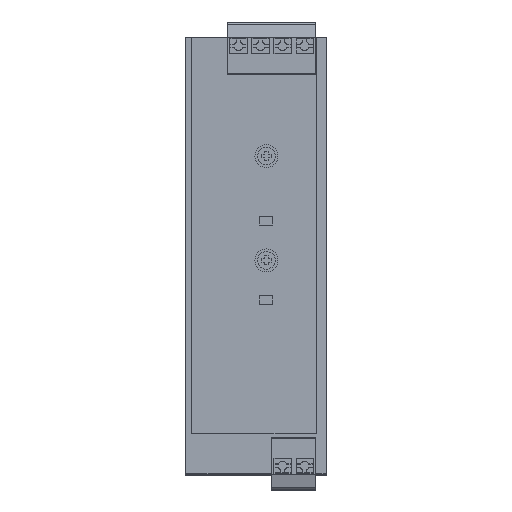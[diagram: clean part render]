
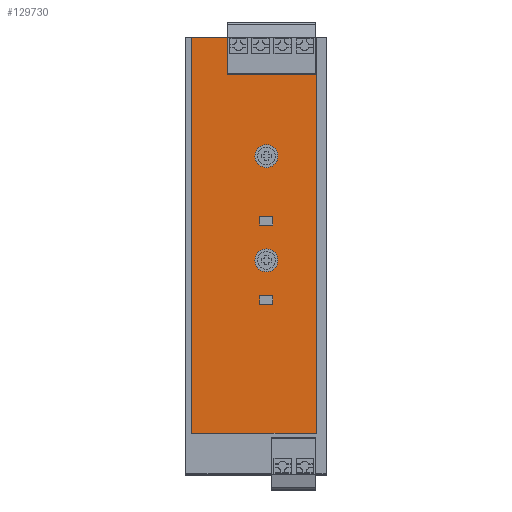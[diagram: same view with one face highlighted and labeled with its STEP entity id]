
A CAD part, top view. The second image highlights one B-rep face of the part: STEP entity #129730.
In plain terms, the highlighted face is planar.
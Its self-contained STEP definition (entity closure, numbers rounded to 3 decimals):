
#86440=CARTESIAN_POINT('',(-13.525,88.9,41.09));
#86450=VERTEX_POINT('',#86440);
#86500=CARTESIAN_POINT('',(0.,88.9,41.09));
#86510=DIRECTION('',(-1.,0.,0.));
#86520=VECTOR('',#86510,1.);
#86530=LINE('',#86500,#86520);
#86540=CARTESIAN_POINT('',(6.475,88.9,41.09));
#86550=VERTEX_POINT('',#86540);
#86560=EDGE_CURVE('',#86550,#86450,#86530,.T.);
#86990=CARTESIAN_POINT('',(-13.65,88.9,49.4));
#87000=VERTEX_POINT('',#86990);
#87030=CARTESIAN_POINT('',(0.,88.9,49.4));
#87040=DIRECTION('',(-1.,0.,0.));
#87050=VECTOR('',#87040,1.);
#87060=LINE('',#87030,#87050);
#87070=CARTESIAN_POINT('',(-13.525,88.9,49.4));
#87080=VERTEX_POINT('',#87070);
#87090=EDGE_CURVE('',#87080,#87000,#87060,.T.);
#124760=CARTESIAN_POINT('',(-0.85,88.9,-9.));
#124770=VERTEX_POINT('',#124760);
#124850=CARTESIAN_POINT('',(-0.85,88.9,-11.));
#124860=VERTEX_POINT('',#124850);
#124890=CARTESIAN_POINT('',(-0.85,88.9,0.));
#124900=DIRECTION('',(0.,0.,1.));
#124910=VECTOR('',#124900,1.);
#124920=LINE('',#124890,#124910);
#124930=EDGE_CURVE('',#124860,#124770,#124920,.T.);
#128180=CARTESIAN_POINT('',(-3.85,88.9,-11.));
#128190=VERTEX_POINT('',#128180);
#128220=CARTESIAN_POINT('',(0.,88.9,-11.));
#128230=DIRECTION('',(1.,0.,0.));
#128240=VECTOR('',#128230,1.);
#128250=LINE('',#128220,#128240);
#128260=EDGE_CURVE('',#128190,#124860,#128250,.T.);
#128380=CARTESIAN_POINT('',(-10.375,88.9,0.));
#128390=DIRECTION('',(0.,1.,0.));
#128400=DIRECTION('',(0.,0.,1.));
#128410=AXIS2_PLACEMENT_3D('',#128380,#128390,#128400);
#128420=PLANE('',#128410);
#128430=CARTESIAN_POINT('',(-0.85,88.9,0.));
#128440=DIRECTION('',(0.,0.,1.));
#128450=VECTOR('',#128440,1.);
#128460=LINE('',#128430,#128450);
#128470=CARTESIAN_POINT('',(-0.85,88.9,7.));
#128480=VERTEX_POINT('',#128470);
#128490=CARTESIAN_POINT('',(-0.85,88.9,9.));
#128500=VERTEX_POINT('',#128490);
#128510=EDGE_CURVE('',#128480,#128500,#128460,.T.);
#128520=ORIENTED_EDGE('',*,*,#128510,.T.);
#128530=CARTESIAN_POINT('',(0.,88.9,7.));
#128540=DIRECTION('',(1.,0.,0.));
#128550=VECTOR('',#128540,1.);
#128560=LINE('',#128530,#128550);
#128570=CARTESIAN_POINT('',(-3.85,88.9,7.));
#128580=VERTEX_POINT('',#128570);
#128590=EDGE_CURVE('',#128580,#128480,#128560,.T.);
#128600=ORIENTED_EDGE('',*,*,#128590,.T.);
#128610=CARTESIAN_POINT('',(-3.85,88.9,0.));
#128620=DIRECTION('',(0.,0.,-1.));
#128630=VECTOR('',#128620,1.);
#128640=LINE('',#128610,#128630);
#128650=CARTESIAN_POINT('',(-3.85,88.9,9.));
#128660=VERTEX_POINT('',#128650);
#128670=EDGE_CURVE('',#128660,#128580,#128640,.T.);
#128680=ORIENTED_EDGE('',*,*,#128670,.T.);
#128690=CARTESIAN_POINT('',(0.,88.9,9.));
#128700=DIRECTION('',(-1.,0.,0.));
#128710=VECTOR('',#128700,1.);
#128720=LINE('',#128690,#128710);
#128730=EDGE_CURVE('',#128500,#128660,#128720,.T.);
#128740=ORIENTED_EDGE('',*,*,#128730,.T.);
#128750=EDGE_LOOP('',(#128740,#128680,#128600,#128520));
#128760=FACE_BOUND('',#128750,.T.);
#128770=CARTESIAN_POINT('',(-2.35,88.9,22.6));
#128780=DIRECTION('',(0.,-1.,0.));
#128790=DIRECTION('',(1.,0.,0.));
#128800=AXIS2_PLACEMENT_3D('',#128770,#128780,#128790);
#128810=CIRCLE('',#128800,2.6);
#128820=CARTESIAN_POINT('',(0.25,88.9,22.6));
#128830=VERTEX_POINT('',#128820);
#128840=CARTESIAN_POINT('',(-4.95,88.9,22.6));
#128850=VERTEX_POINT('',#128840);
#128860=EDGE_CURVE('',#128830,#128850,#128810,.T.);
#128870=ORIENTED_EDGE('',*,*,#128860,.T.);
#128880=EDGE_CURVE('',#128850,#128830,#128810,.T.);
#128890=ORIENTED_EDGE('',*,*,#128880,.T.);
#128900=EDGE_LOOP('',(#128890,#128870));
#128910=FACE_BOUND('',#128900,.T.);
#128920=ORIENTED_EDGE('',*,*,#128260,.T.);
#128930=CARTESIAN_POINT('',(-3.85,88.9,0.));
#128940=DIRECTION('',(0.,0.,-1.));
#128950=VECTOR('',#128940,1.);
#128960=LINE('',#128930,#128950);
#128970=CARTESIAN_POINT('',(-3.85,88.9,-9.));
#128980=VERTEX_POINT('',#128970);
#128990=EDGE_CURVE('',#128980,#128190,#128960,.T.);
#129000=ORIENTED_EDGE('',*,*,#128990,.T.);
#129010=CARTESIAN_POINT('',(0.,88.9,-9.));
#129020=DIRECTION('',(-1.,0.,0.));
#129030=VECTOR('',#129020,1.);
#129040=LINE('',#129010,#129030);
#129050=EDGE_CURVE('',#124770,#128980,#129040,.T.);
#129060=ORIENTED_EDGE('',*,*,#129050,.T.);
#129070=ORIENTED_EDGE('',*,*,#124930,.T.);
#129080=EDGE_LOOP('',(#129070,#129060,#129000,#128920));
#129090=FACE_BOUND('',#129080,.T.);
#129100=CARTESIAN_POINT('',(-2.35,88.9,-1.));
#129110=DIRECTION('',(0.,-1.,0.));
#129120=DIRECTION('',(1.,0.,0.));
#129130=AXIS2_PLACEMENT_3D('',#129100,#129110,#129120);
#129140=CIRCLE('',#129130,2.6);
#129150=CARTESIAN_POINT('',(0.25,88.9,-1.));
#129160=VERTEX_POINT('',#129150);
#129170=CARTESIAN_POINT('',(-4.95,88.9,-1.));
#129180=VERTEX_POINT('',#129170);
#129190=EDGE_CURVE('',#129160,#129180,#129140,.T.);
#129200=ORIENTED_EDGE('',*,*,#129190,.T.);
#129210=EDGE_CURVE('',#129180,#129160,#129140,.T.);
#129220=ORIENTED_EDGE('',*,*,#129210,.T.);
#129230=EDGE_LOOP('',(#129220,#129200));
#129240=FACE_BOUND('',#129230,.T.);
#129250=CARTESIAN_POINT('',(14.614,88.9,47.9));
#129260=DIRECTION('',(0.,0.,-1.));
#129270=VECTOR('',#129260,1.);
#129280=LINE('',#129250,#129270);
#129290=CARTESIAN_POINT('',(14.614,88.9,49.4));
#129300=VERTEX_POINT('',#129290);
#129310=CARTESIAN_POINT('',(14.614,88.9,-40.214));
#129320=VERTEX_POINT('',#129310);
#129330=EDGE_CURVE('',#129300,#129320,#129280,.T.);
#129340=ORIENTED_EDGE('',*,*,#129330,.T.);
#129350=CARTESIAN_POINT('',(0.,88.9,49.4));
#129360=DIRECTION('',(1.,0.,0.));
#129370=VECTOR('',#129360,1.);
#129380=LINE('',#129350,#129370);
#129390=CARTESIAN_POINT('',(6.475,88.9,49.4));
#129400=VERTEX_POINT('',#129390);
#129410=EDGE_CURVE('',#129400,#129300,#129380,.T.);
#129420=ORIENTED_EDGE('',*,*,#129410,.T.);
#129430=CARTESIAN_POINT('',(6.475,88.9,0.));
#129440=DIRECTION('',(0.,0.,-1.));
#129450=VECTOR('',#129440,1.);
#129460=LINE('',#129430,#129450);
#129470=EDGE_CURVE('',#129400,#86550,#129460,.T.);
#129480=ORIENTED_EDGE('',*,*,#129470,.F.);
#129490=ORIENTED_EDGE('',*,*,#86560,.F.);
#129500=CARTESIAN_POINT('',(-13.525,88.9,0.));
#129510=DIRECTION('',(0.,0.,-1.));
#129520=VECTOR('',#129510,1.);
#129530=LINE('',#129500,#129520);
#129540=EDGE_CURVE('',#87080,#86450,#129530,.T.);
#129550=ORIENTED_EDGE('',*,*,#129540,.T.);
#129560=ORIENTED_EDGE('',*,*,#87090,.F.);
#129570=CARTESIAN_POINT('',(-13.65,88.9,0.));
#129580=DIRECTION('',(0.,0.,1.));
#129590=VECTOR('',#129580,1.);
#129600=LINE('',#129570,#129590);
#129610=CARTESIAN_POINT('',(-13.65,88.9,-40.214));
#129620=VERTEX_POINT('',#129610);
#129630=EDGE_CURVE('',#129620,#87000,#129600,.T.);
#129640=ORIENTED_EDGE('',*,*,#129630,.T.);
#129650=CARTESIAN_POINT('',(0.,88.9,-40.214));
#129660=DIRECTION('',(-1.,0.,0.));
#129670=VECTOR('',#129660,1.);
#129680=LINE('',#129650,#129670);
#129690=EDGE_CURVE('',#129320,#129620,#129680,.T.);
#129700=ORIENTED_EDGE('',*,*,#129690,.T.);
#129710=EDGE_LOOP('',(#129700,#129640,#129560,#129550,#129490,#129480,
#129420,#129340));
#129720=FACE_OUTER_BOUND('',#129710,.T.);
#129730=ADVANCED_FACE('',(#128760,#128910,#129090,#129240,#129720),
#128420,.T.);
